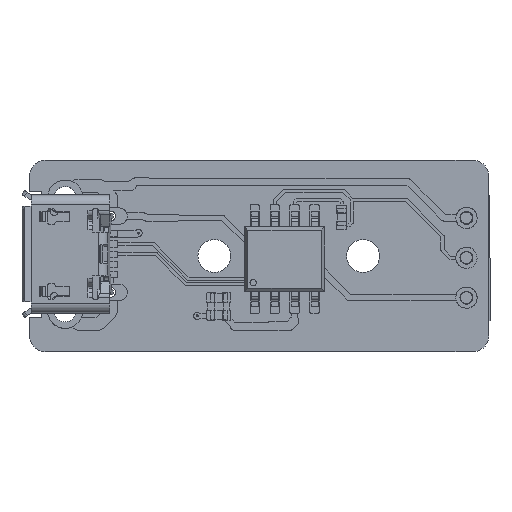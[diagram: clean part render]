
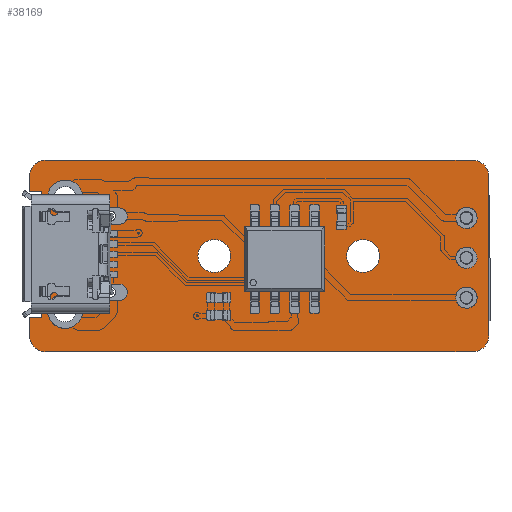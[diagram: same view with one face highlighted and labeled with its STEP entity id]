
A CAD part, top view. The second image highlights one B-rep face of the part: STEP entity #38169.
In plain terms, the highlighted planar face has unit normal (0, 0, 1).
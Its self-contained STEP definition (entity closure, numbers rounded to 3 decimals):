
#616=FACE_BOUND('',#6236,.T.);
#617=FACE_BOUND('',#6237,.T.);
#618=FACE_BOUND('',#6238,.T.);
#619=FACE_BOUND('',#6239,.T.);
#620=FACE_BOUND('',#6240,.T.);
#621=FACE_BOUND('',#6241,.T.);
#622=FACE_BOUND('',#6242,.T.);
#623=FACE_BOUND('',#6243,.T.);
#624=FACE_BOUND('',#6244,.T.);
#2126=PLANE('',#41332);
#4110=FACE_OUTER_BOUND('',#6235,.T.);
#6235=EDGE_LOOP('',(#35555,#35556,#35557,#35558,#35559,#35560,#35561,#35562,
#35563,#35564,#35565,#35566));
#6236=EDGE_LOOP('',(#35567));
#6237=EDGE_LOOP('',(#35568));
#6238=EDGE_LOOP('',(#35569));
#6239=EDGE_LOOP('',(#35570));
#6240=EDGE_LOOP('',(#35571));
#6241=EDGE_LOOP('',(#35572));
#6242=EDGE_LOOP('',(#35573));
#6243=EDGE_LOOP('',(#35574));
#6244=EDGE_LOOP('',(#35575));
#10627=LINE('',#63081,#15021);
#10630=LINE('',#63087,#15024);
#10633=LINE('',#63093,#15027);
#10636=LINE('',#63099,#15030);
#10640=LINE('',#63111,#15034);
#10644=LINE('',#63123,#15038);
#10648=LINE('',#63135,#15042);
#10652=LINE('',#63145,#15046);
#15021=VECTOR('',#51560,10.);
#15024=VECTOR('',#51565,10.);
#15027=VECTOR('',#51570,10.);
#15030=VECTOR('',#51575,10.);
#15034=VECTOR('',#51587,10.);
#15038=VECTOR('',#51599,10.);
#15042=VECTOR('',#51611,10.);
#15046=VECTOR('',#51623,10.);
#15965=CIRCLE('',#41287,0.715);
#15967=CIRCLE('',#41290,0.315);
#15969=CIRCLE('',#41293,0.415);
#15971=CIRCLE('',#41296,0.415);
#15973=CIRCLE('',#41299,0.715);
#15975=CIRCLE('',#41302,0.315);
#15977=CIRCLE('',#41305,0.415);
#15978=CIRCLE('',#41307,1.05);
#15980=CIRCLE('',#41310,1.05);
#15983=CIRCLE('',#41318,1.);
#15985=CIRCLE('',#41322,1.);
#15987=CIRCLE('',#41326,1.);
#15989=CIRCLE('',#41330,1.);
#19476=VERTEX_POINT('',#63023);
#19478=VERTEX_POINT('',#63029);
#19480=VERTEX_POINT('',#63035);
#19482=VERTEX_POINT('',#63041);
#19484=VERTEX_POINT('',#63047);
#19486=VERTEX_POINT('',#63053);
#19488=VERTEX_POINT('',#63059);
#19489=VERTEX_POINT('',#63063);
#19491=VERTEX_POINT('',#63069);
#19495=VERTEX_POINT('',#63078);
#19496=VERTEX_POINT('',#63080);
#19498=VERTEX_POINT('',#63086);
#19500=VERTEX_POINT('',#63092);
#19502=VERTEX_POINT('',#63098);
#19504=VERTEX_POINT('',#63104);
#19506=VERTEX_POINT('',#63110);
#19508=VERTEX_POINT('',#63116);
#19510=VERTEX_POINT('',#63122);
#19512=VERTEX_POINT('',#63128);
#19514=VERTEX_POINT('',#63134);
#19516=VERTEX_POINT('',#63140);
#24823=EDGE_CURVE('',#19476,#19476,#15965,.T.);
#24826=EDGE_CURVE('',#19478,#19478,#15967,.T.);
#24829=EDGE_CURVE('',#19480,#19480,#15969,.T.);
#24832=EDGE_CURVE('',#19482,#19482,#15971,.T.);
#24835=EDGE_CURVE('',#19484,#19484,#15973,.T.);
#24838=EDGE_CURVE('',#19486,#19486,#15975,.T.);
#24841=EDGE_CURVE('',#19488,#19488,#15977,.T.);
#24842=EDGE_CURVE('',#19489,#19489,#15978,.T.);
#24845=EDGE_CURVE('',#19491,#19491,#15980,.T.);
#24850=EDGE_CURVE('',#19496,#19495,#10627,.T.);
#24853=EDGE_CURVE('',#19498,#19496,#10630,.T.);
#24856=EDGE_CURVE('',#19500,#19498,#10633,.T.);
#24859=EDGE_CURVE('',#19502,#19500,#10636,.T.);
#24862=EDGE_CURVE('',#19504,#19502,#15983,.T.);
#24865=EDGE_CURVE('',#19506,#19504,#10640,.T.);
#24868=EDGE_CURVE('',#19508,#19506,#15985,.T.);
#24871=EDGE_CURVE('',#19510,#19508,#10644,.T.);
#24874=EDGE_CURVE('',#19512,#19510,#15987,.T.);
#24877=EDGE_CURVE('',#19514,#19512,#10648,.T.);
#24880=EDGE_CURVE('',#19516,#19514,#15989,.T.);
#24883=EDGE_CURVE('',#19495,#19516,#10652,.T.);
#35555=ORIENTED_EDGE('',*,*,#24883,.T.);
#35556=ORIENTED_EDGE('',*,*,#24880,.T.);
#35557=ORIENTED_EDGE('',*,*,#24877,.T.);
#35558=ORIENTED_EDGE('',*,*,#24874,.T.);
#35559=ORIENTED_EDGE('',*,*,#24871,.T.);
#35560=ORIENTED_EDGE('',*,*,#24868,.T.);
#35561=ORIENTED_EDGE('',*,*,#24865,.T.);
#35562=ORIENTED_EDGE('',*,*,#24862,.T.);
#35563=ORIENTED_EDGE('',*,*,#24859,.T.);
#35564=ORIENTED_EDGE('',*,*,#24856,.T.);
#35565=ORIENTED_EDGE('',*,*,#24853,.T.);
#35566=ORIENTED_EDGE('',*,*,#24850,.T.);
#35567=ORIENTED_EDGE('',*,*,#24823,.T.);
#35568=ORIENTED_EDGE('',*,*,#24826,.T.);
#35569=ORIENTED_EDGE('',*,*,#24829,.T.);
#35570=ORIENTED_EDGE('',*,*,#24832,.T.);
#35571=ORIENTED_EDGE('',*,*,#24835,.T.);
#35572=ORIENTED_EDGE('',*,*,#24838,.T.);
#35573=ORIENTED_EDGE('',*,*,#24841,.T.);
#35574=ORIENTED_EDGE('',*,*,#24845,.T.);
#35575=ORIENTED_EDGE('',*,*,#24842,.T.);
#38169=ADVANCED_FACE('',(#4110,#616,#617,#618,#619,#620,#621,#622,#623,
#624),#2126,.T.);
#41287=AXIS2_PLACEMENT_3D('',#63025,#51498,#51499);
#41290=AXIS2_PLACEMENT_3D('',#63031,#51505,#51506);
#41293=AXIS2_PLACEMENT_3D('',#63037,#51512,#51513);
#41296=AXIS2_PLACEMENT_3D('',#63043,#51519,#51520);
#41299=AXIS2_PLACEMENT_3D('',#63049,#51526,#51527);
#41302=AXIS2_PLACEMENT_3D('',#63055,#51533,#51534);
#41305=AXIS2_PLACEMENT_3D('',#63061,#51540,#51541);
#41307=AXIS2_PLACEMENT_3D('',#63064,#51544,#51545);
#41310=AXIS2_PLACEMENT_3D('',#63070,#51551,#51552);
#41318=AXIS2_PLACEMENT_3D('',#63105,#51581,#51582);
#41322=AXIS2_PLACEMENT_3D('',#63117,#51593,#51594);
#41326=AXIS2_PLACEMENT_3D('',#63129,#51605,#51606);
#41330=AXIS2_PLACEMENT_3D('',#63141,#51617,#51618);
#41332=AXIS2_PLACEMENT_3D('',#63146,#51624,#51625);
#51498=DIRECTION('center_axis',(0.,0.,-1.));
#51499=DIRECTION('ref_axis',(1.,0.,0.));
#51505=DIRECTION('center_axis',(0.,0.,-1.));
#51506=DIRECTION('ref_axis',(1.,0.,0.));
#51512=DIRECTION('center_axis',(0.,0.,-1.));
#51513=DIRECTION('ref_axis',(1.,0.,0.));
#51519=DIRECTION('center_axis',(0.,0.,-1.));
#51520=DIRECTION('ref_axis',(1.,0.,0.));
#51526=DIRECTION('center_axis',(0.,0.,-1.));
#51527=DIRECTION('ref_axis',(1.,0.,0.));
#51533=DIRECTION('center_axis',(0.,0.,-1.));
#51534=DIRECTION('ref_axis',(1.,0.,0.));
#51540=DIRECTION('center_axis',(0.,0.,-1.));
#51541=DIRECTION('ref_axis',(1.,0.,0.));
#51544=DIRECTION('center_axis',(0.,0.,-1.));
#51545=DIRECTION('ref_axis',(1.,0.,0.));
#51551=DIRECTION('center_axis',(0.,0.,-1.));
#51552=DIRECTION('ref_axis',(1.,0.,0.));
#51560=DIRECTION('',(-1.,0.,0.));
#51565=DIRECTION('',(0.,-1.,0.));
#51570=DIRECTION('',(1.,0.,0.));
#51575=DIRECTION('',(0.,-1.,0.));
#51581=DIRECTION('center_axis',(0.,0.,1.));
#51582=DIRECTION('ref_axis',(0.,1.,0.));
#51587=DIRECTION('',(-1.,0.,0.));
#51593=DIRECTION('center_axis',(0.,0.,1.));
#51594=DIRECTION('ref_axis',(1.,0.,0.));
#51599=DIRECTION('',(0.,1.,0.));
#51605=DIRECTION('center_axis',(0.,0.,1.));
#51606=DIRECTION('ref_axis',(0.,-1.,0.));
#51611=DIRECTION('',(1.,0.,0.));
#51617=DIRECTION('center_axis',(0.,0.,1.));
#51618=DIRECTION('ref_axis',(-1.,0.,0.));
#51623=DIRECTION('',(0.,-1.,0.));
#51624=DIRECTION('center_axis',(0.,0.,1.));
#51625=DIRECTION('ref_axis',(1.,0.,0.));
#63023=CARTESIAN_POINT('',(0.078,-13.575,0.053));
#63025=CARTESIAN_POINT('Origin',(0.793,-13.575,0.053));
#63029=CARTESIAN_POINT('',(3.378,-7.55,0.053));
#63031=CARTESIAN_POINT('Origin',(3.693,-7.55,0.053));
#63035=CARTESIAN_POINT('',(25.935,-12.741,0.053));
#63037=CARTESIAN_POINT('Origin',(26.35,-12.741,0.053));
#63041=CARTESIAN_POINT('',(25.935,-7.661,0.053));
#63043=CARTESIAN_POINT('Origin',(26.35,-7.661,0.053));
#63047=CARTESIAN_POINT('',(0.078,-6.375,0.053));
#63049=CARTESIAN_POINT('Origin',(0.793,-6.375,0.053));
#63053=CARTESIAN_POINT('',(3.378,-12.4,0.053));
#63055=CARTESIAN_POINT('Origin',(3.693,-12.4,0.053));
#63059=CARTESIAN_POINT('',(25.935,-10.201,0.053));
#63061=CARTESIAN_POINT('Origin',(26.35,-10.201,0.053));
#63063=CARTESIAN_POINT('',(9.246,-10.086,0.053));
#63064=CARTESIAN_POINT('Origin',(10.296,-10.086,0.053));
#63069=CARTESIAN_POINT('',(18.719,-10.086,0.053));
#63070=CARTESIAN_POINT('Origin',(19.769,-10.086,0.053));
#63078=CARTESIAN_POINT('',(-1.47,-14.01,0.053));
#63080=CARTESIAN_POINT('',(-0.704,-14.01,0.053));
#63081=CARTESIAN_POINT('',(-0.704,-14.01,0.053));
#63086=CARTESIAN_POINT('',(-0.704,-5.99,0.053));
#63087=CARTESIAN_POINT('',(-0.704,-5.99,0.053));
#63092=CARTESIAN_POINT('',(-1.47,-5.99,0.053));
#63093=CARTESIAN_POINT('',(-1.47,-5.99,0.053));
#63098=CARTESIAN_POINT('',(-1.47,-4.99,0.053));
#63099=CARTESIAN_POINT('',(-1.47,-4.99,0.053));
#63104=CARTESIAN_POINT('',(-0.47,-3.99,0.053));
#63105=CARTESIAN_POINT('Origin',(-0.47,-4.99,0.053));
#63110=CARTESIAN_POINT('',(26.769,-3.99,0.053));
#63111=CARTESIAN_POINT('',(26.769,-3.99,0.053));
#63116=CARTESIAN_POINT('',(27.769,-4.99,0.053));
#63117=CARTESIAN_POINT('Origin',(26.769,-4.99,0.053));
#63122=CARTESIAN_POINT('',(27.769,-15.181,0.053));
#63123=CARTESIAN_POINT('',(27.769,-15.181,0.053));
#63128=CARTESIAN_POINT('',(26.769,-16.181,0.053));
#63129=CARTESIAN_POINT('Origin',(26.769,-15.181,0.053));
#63134=CARTESIAN_POINT('',(-0.47,-16.181,0.053));
#63135=CARTESIAN_POINT('',(-0.47,-16.181,0.053));
#63140=CARTESIAN_POINT('',(-1.47,-15.181,0.053));
#63141=CARTESIAN_POINT('Origin',(-0.47,-15.181,0.053));
#63145=CARTESIAN_POINT('',(-1.47,-14.01,0.053));
#63146=CARTESIAN_POINT('Origin',(13.149,-10.086,0.053));
